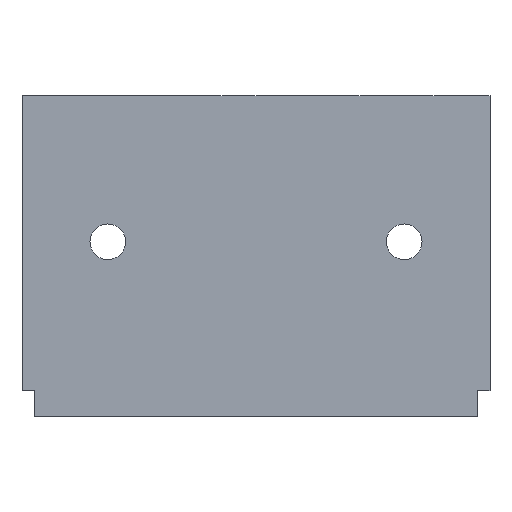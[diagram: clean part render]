
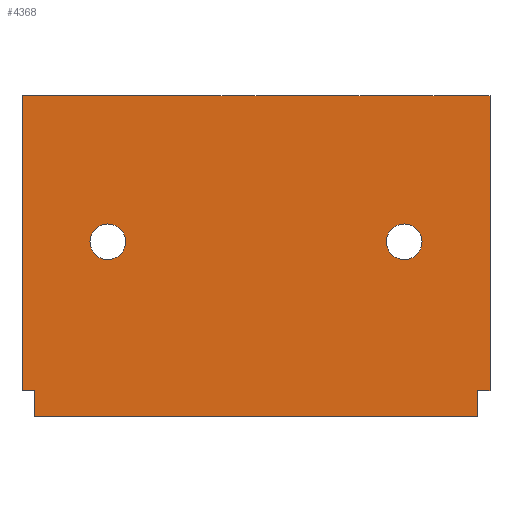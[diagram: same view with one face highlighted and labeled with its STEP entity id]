
A CAD part, front view. The second image highlights one B-rep face of the part: STEP entity #4368.
In plain terms, the highlighted planar face has unit normal (0, -1, 0).
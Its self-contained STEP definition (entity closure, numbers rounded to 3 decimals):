
#81 = VECTOR ( 'NONE', #1493, 1000. ) ;
#154 = CIRCLE ( 'NONE', #2258, 1.225 ) ;
#171 = ORIENTED_EDGE ( 'NONE', *, *, #1939, .F. ) ;
#271 = ORIENTED_EDGE ( 'NONE', *, *, #2414, .F. ) ;
#431 = LINE ( 'NONE', #5464, #6604 ) ;
#533 = VERTEX_POINT ( 'NONE', #3390 ) ;
#606 = EDGE_CURVE ( 'NONE', #533, #4039, #154, .T. ) ;
#755 = LINE ( 'NONE', #5265, #807 ) ;
#781 = ORIENTED_EDGE ( 'NONE', *, *, #1508, .F. ) ;
#807 = VECTOR ( 'NONE', #5388, 1000. ) ;
#882 = ORIENTED_EDGE ( 'NONE', *, *, #606, .F. ) ;
#914 = AXIS2_PLACEMENT_3D ( 'NONE', #1365, #4721, #1819 ) ;
#947 = CARTESIAN_POINT ( 'NONE',  ( 0., 0., -20.25 ) ) ;
#962 = ORIENTED_EDGE ( 'NONE', *, *, #3729, .F. ) ;
#1123 = VECTOR ( 'NONE', #6927, 1000. ) ;
#1157 = ORIENTED_EDGE ( 'NONE', *, *, #6449, .F. ) ;
#1175 = LINE ( 'NONE', #7023, #1123 ) ;
#1221 = ORIENTED_EDGE ( 'NONE', *, *, #3378, .F. ) ;
#1224 = VERTEX_POINT ( 'NONE', #5648 ) ;
#1282 = ORIENTED_EDGE ( 'NONE', *, *, #6614, .F. ) ;
#1296 = DIRECTION ( 'NONE',  ( 0., 0., -1. ) ) ;
#1339 = CARTESIAN_POINT ( 'NONE',  ( 0., 0., 0. ) ) ;
#1361 = CARTESIAN_POINT ( 'NONE',  ( 5.025, 0., -10.03 ) ) ;
#1365 = CARTESIAN_POINT ( 'NONE',  ( 5.025, 0., -10.03 ) ) ;
#1469 = CARTESIAN_POINT ( 'NONE',  ( 31.23, 0., -20.25 ) ) ;
#1493 = DIRECTION ( 'NONE',  ( -1., 0., 0. ) ) ;
#1508 = EDGE_CURVE ( 'NONE', #2437, #5486, #3508, .T. ) ;
#1543 = CIRCLE ( 'NONE', #914, 1.225 ) ;
#1715 = CARTESIAN_POINT ( 'NONE',  ( 30.37, 0., 0. ) ) ;
#1766 = DIRECTION ( 'NONE',  ( 0., 0., 1. ) ) ;
#1819 = DIRECTION ( 'NONE',  ( 0., 0., 1. ) ) ;
#1939 = EDGE_CURVE ( 'NONE', #5287, #6697, #5877, .T. ) ;
#1944 = VECTOR ( 'NONE', #6191, 1000. ) ;
#1988 = CARTESIAN_POINT ( 'NONE',  ( 25.345, 0., -8.805 ) ) ;
#2018 = LINE ( 'NONE', #4743, #1944 ) ;
#2141 = DIRECTION ( 'NONE',  ( -1., 0., 0. ) ) ;
#2258 = AXIS2_PLACEMENT_3D ( 'NONE', #6445, #6487, #6481 ) ;
#2366 = ORIENTED_EDGE ( 'NONE', *, *, #7012, .T. ) ;
#2414 = EDGE_CURVE ( 'NONE', #6697, #5287, #1543, .T. ) ;
#2437 = VERTEX_POINT ( 'NONE', #2498 ) ;
#2464 = EDGE_LOOP ( 'NONE', ( #962, #882 ) ) ;
#2480 = EDGE_LOOP ( 'NONE', ( #271, #171 ) ) ;
#2498 = CARTESIAN_POINT ( 'NONE',  ( -0.86, 0., -20.25 ) ) ;
#2524 = EDGE_LOOP ( 'NONE', ( #3119, #781, #4460, #2366, #3810, #1157, #1221, #1282 ) ) ;
#2575 = CARTESIAN_POINT ( 'NONE',  ( -0.86, 0., -20.25 ) ) ;
#2634 = CARTESIAN_POINT ( 'NONE',  ( 30.37, 0., 0. ) ) ;
#2861 = EDGE_CURVE ( 'NONE', #5159, #5639, #431, .T. ) ;
#2943 = LINE ( 'NONE', #1469, #81 ) ;
#2957 = VERTEX_POINT ( 'NONE', #4334 ) ;
#3119 = ORIENTED_EDGE ( 'NONE', *, *, #6951, .T. ) ;
#3362 = VERTEX_POINT ( 'NONE', #947 ) ;
#3378 = EDGE_CURVE ( 'NONE', #1224, #2957, #2943, .T. ) ;
#3390 = CARTESIAN_POINT ( 'NONE',  ( 25.345, 0., -11.255 ) ) ;
#3508 = LINE ( 'NONE', #2575, #4525 ) ;
#3519 = CIRCLE ( 'NONE', #4941, 1.225 ) ;
#3554 = CARTESIAN_POINT ( 'NONE',  ( 25.345, 0., -10.03 ) ) ;
#3584 = CARTESIAN_POINT ( 'NONE',  ( 0., 0., -22. ) ) ;
#3715 = DIRECTION ( 'NONE',  ( 0., 0., 1. ) ) ;
#3729 = EDGE_CURVE ( 'NONE', #4039, #533, #3519, .T. ) ;
#3810 = ORIENTED_EDGE ( 'NONE', *, *, #2861, .F. ) ;
#4039 = VERTEX_POINT ( 'NONE', #1988 ) ;
#4334 = CARTESIAN_POINT ( 'NONE',  ( 30.37, 0., -20.25 ) ) ;
#4368 = ADVANCED_FACE ( 'NONE', ( #6370, #6389, #6399 ), #7114, .F. ) ;
#4460 = ORIENTED_EDGE ( 'NONE', *, *, #6100, .T. ) ;
#4471 = CARTESIAN_POINT ( 'NONE',  ( 5.025, 0., -8.805 ) ) ;
#4525 = VECTOR ( 'NONE', #3715, 1000. ) ;
#4573 = DIRECTION ( 'NONE',  ( 0., 0., 1. ) ) ;
#4654 = CARTESIAN_POINT ( 'NONE',  ( 5.025, 0., -11.255 ) ) ;
#4659 = VERTEX_POINT ( 'NONE', #6107 ) ;
#4721 = DIRECTION ( 'NONE',  ( 0., -1., 0. ) ) ;
#4743 = CARTESIAN_POINT ( 'NONE',  ( -0.86, 0., -20.25 ) ) ;
#4941 = AXIS2_PLACEMENT_3D ( 'NONE', #3554, #5679, #4573 ) ;
#5126 = AXIS2_PLACEMENT_3D ( 'NONE', #2634, #6551, #6501 ) ;
#5159 = VERTEX_POINT ( 'NONE', #5860 ) ;
#5219 = DIRECTION ( 'NONE',  ( -1., 0., 0. ) ) ;
#5265 = CARTESIAN_POINT ( 'NONE',  ( 31.23, 0., 0. ) ) ;
#5287 = VERTEX_POINT ( 'NONE', #4654 ) ;
#5388 = DIRECTION ( 'NONE',  ( 0., 0., -1. ) ) ;
#5464 = CARTESIAN_POINT ( 'NONE',  ( 30.37, 0., -22. ) ) ;
#5486 = VERTEX_POINT ( 'NONE', #5487 ) ;
#5487 = CARTESIAN_POINT ( 'NONE',  ( -0.86, 0., 0. ) ) ;
#5573 = AXIS2_PLACEMENT_3D ( 'NONE', #1361, #6599, #1766 ) ;
#5639 = VERTEX_POINT ( 'NONE', #3584 ) ;
#5648 = CARTESIAN_POINT ( 'NONE',  ( 31.23, 0., -20.25 ) ) ;
#5679 = DIRECTION ( 'NONE',  ( 0., -1., 0. ) ) ;
#5860 = CARTESIAN_POINT ( 'NONE',  ( 30.37, 0., -22. ) ) ;
#5877 = CIRCLE ( 'NONE', #5573, 1.225 ) ;
#6100 = EDGE_CURVE ( 'NONE', #2437, #3362, #2018, .T. ) ;
#6107 = CARTESIAN_POINT ( 'NONE',  ( 31.23, 0., 0. ) ) ;
#6191 = DIRECTION ( 'NONE',  ( 1., 0., 0. ) ) ;
#6370 = FACE_BOUND ( 'NONE', #2464, .T. ) ;
#6389 = FACE_BOUND ( 'NONE', #2480, .T. ) ;
#6399 = FACE_OUTER_BOUND ( 'NONE', #2524, .T. ) ;
#6445 = CARTESIAN_POINT ( 'NONE',  ( 25.345, 0., -10.03 ) ) ;
#6449 = EDGE_CURVE ( 'NONE', #2957, #5159, #1175, .T. ) ;
#6481 = DIRECTION ( 'NONE',  ( 0., 0., 1. ) ) ;
#6487 = DIRECTION ( 'NONE',  ( 0., -1., 0. ) ) ;
#6501 = DIRECTION ( 'NONE',  ( 0., 0., 1. ) ) ;
#6551 = DIRECTION ( 'NONE',  ( 0., 1., 0. ) ) ;
#6599 = DIRECTION ( 'NONE',  ( 0., -1., 0. ) ) ;
#6604 = VECTOR ( 'NONE', #5219, 1000. ) ;
#6614 = EDGE_CURVE ( 'NONE', #4659, #1224, #755, .T. ) ;
#6697 = VERTEX_POINT ( 'NONE', #4471 ) ;
#6807 = VECTOR ( 'NONE', #1296, 1000. ) ;
#6856 = LINE ( 'NONE', #1339, #6807 ) ;
#6927 = DIRECTION ( 'NONE',  ( 0., 0., -1. ) ) ;
#6950 = LINE ( 'NONE', #1715, #7085 ) ;
#6951 = EDGE_CURVE ( 'NONE', #4659, #5486, #6950, .T. ) ;
#7012 = EDGE_CURVE ( 'NONE', #3362, #5639, #6856, .T. ) ;
#7023 = CARTESIAN_POINT ( 'NONE',  ( 30.37, 0., 0. ) ) ;
#7085 = VECTOR ( 'NONE', #2141, 1000. ) ;
#7114 = PLANE ( 'NONE',  #5126 ) ;
